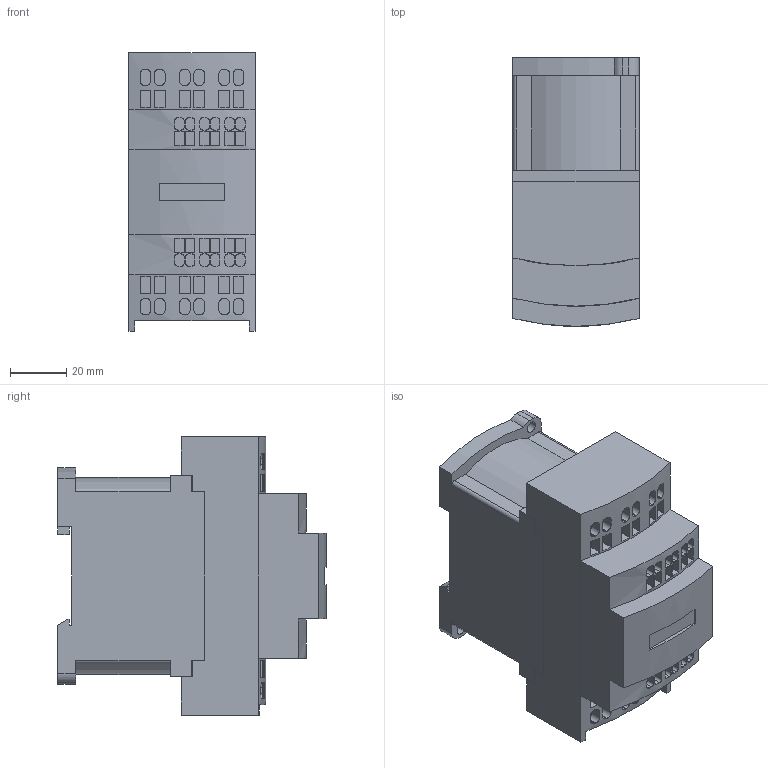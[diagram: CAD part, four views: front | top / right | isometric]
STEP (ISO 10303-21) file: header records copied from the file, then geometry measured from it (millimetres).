
FILE_DESCRIPTION(('starvars output'),'2;1');
FILE_NAME('LC1D123BL_3D.stp','09:21:38 2020/03/31',( 'Thomas Industrial Network Germany GmbH'),( 'Thomas Industrial Network Germany GmbH'),'unknown preprocess','ACIS' ,'unknown authorization');
FILE_SCHEMA(('AUTOMOTIVE_DESIGN_CC2 {UNKNOWN IMPLEMENTATION LEVEL}'));
Length unit declared in the file: millimetre
Products named in the file (3): PRODUCT_ID_4; PRODUCT_ID_5; PRODUCT_ID_6
Bounding box: 44.7 x 95.25 x 98.81 mm (x, y, z)
Volume: 291732.9 mm3; surface area: 48345.9 mm2
Topology: 3 solids, 3 shells, 430 faces, 1125 edges, 750 vertices
Faces by surface type: plane 311, cylinder 119
Entity records: 17308 total; most frequent: CARTESIAN_POINT 3116, ORIENTED_EDGE 2250, DIRECTION 2050, EDGE_CURVE 1125, VECTOR 762, LINE 762, VERTEX_POINT 750, AXIS2_PLACEMENT_3D 644
